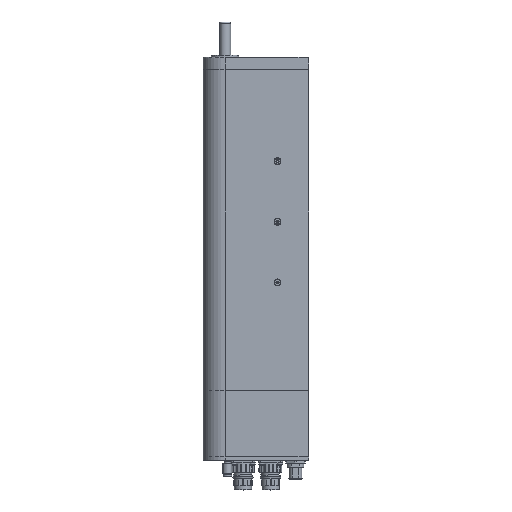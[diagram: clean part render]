
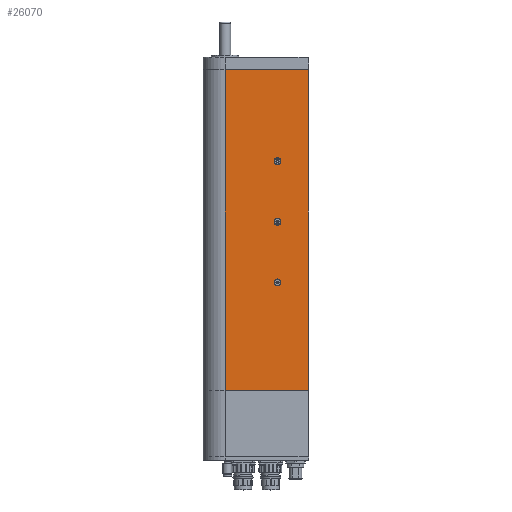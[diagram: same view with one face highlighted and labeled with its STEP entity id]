
A CAD part, left-side view. The second image highlights one B-rep face of the part: STEP entity #26070.
In plain terms, the highlighted face is planar.
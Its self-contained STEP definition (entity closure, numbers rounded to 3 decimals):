
#3100 = DIRECTION ( 'NONE',  ( 0., 0., -1. ) ) ;
#3292 = VERTEX_POINT ( 'NONE', #31149 ) ;
#4707 = EDGE_LOOP ( 'NONE', ( #22139 ) ) ;
#6420 = EDGE_CURVE ( 'NONE', #49967, #49967, #29868, .T. ) ;
#6723 = LINE ( 'NONE', #20389, #17911 ) ;
#7164 = DIRECTION ( 'NONE',  ( 0., 1., 0. ) ) ;
#8979 = DIRECTION ( 'NONE',  ( 0., -1., 0. ) ) ;
#13736 = ORIENTED_EDGE ( 'NONE', *, *, #48101, .T. ) ;
#14260 = PLANE ( 'NONE',  #49681 ) ;
#14850 = CARTESIAN_POINT ( 'NONE',  ( 20., -75.5, 291. ) ) ;
#16458 = LINE ( 'NONE', #22687, #26993 ) ;
#16526 = ORIENTED_EDGE ( 'NONE', *, *, #50374, .F. ) ;
#17728 = VECTOR ( 'NONE', #85798, 1000. ) ;
#17911 = VECTOR ( 'NONE', #7164, 1000. ) ;
#19655 = VECTOR ( 'NONE', #59959, 1000. ) ;
#20389 = CARTESIAN_POINT ( 'NONE',  ( 20., 0., 0. ) ) ;
#22139 = ORIENTED_EDGE ( 'NONE', *, *, #6420, .F. ) ;
#22687 = CARTESIAN_POINT ( 'NONE',  ( 20., 0., 291. ) ) ;
#23531 = DIRECTION ( 'NONE',  ( 0., 1., 0. ) ) ;
#24153 = ORIENTED_EDGE ( 'NONE', *, *, #75100, .F. ) ;
#26070 = ADVANCED_FACE ( 'NONE', ( #73941, #53207, #80966, #54513 ), #14260, .F. ) ;
#26993 = VECTOR ( 'NONE', #23531, 1000. ) ;
#29647 = DIRECTION ( 'NONE',  ( 1., 0., 0. ) ) ;
#29868 = CIRCLE ( 'NONE', #43942, 3.15 ) ;
#30171 = EDGE_CURVE ( 'NONE', #47579, #63426, #33883, .T. ) ;
#30267 = CARTESIAN_POINT ( 'NONE',  ( 20., -47.5, 83. ) ) ;
#31149 = CARTESIAN_POINT ( 'NONE',  ( 20., -47.5, 134.85 ) ) ;
#32597 = CARTESIAN_POINT ( 'NONE',  ( 20., -75.5, 291. ) ) ;
#32641 = CARTESIAN_POINT ( 'NONE',  ( 20., -47.5, 138. ) ) ;
#33883 = LINE ( 'NONE', #32597, #19655 ) ;
#36578 = CIRCLE ( 'NONE', #59158, 3.15 ) ;
#37573 = VERTEX_POINT ( 'NONE', #68475 ) ;
#39160 = CIRCLE ( 'NONE', #85627, 3.15 ) ;
#39712 = DIRECTION ( 'NONE',  ( 0., 0., -1. ) ) ;
#40032 = CARTESIAN_POINT ( 'NONE',  ( 20., 0., 291. ) ) ;
#41135 = EDGE_CURVE ( 'NONE', #3292, #3292, #39160, .T. ) ;
#41360 = EDGE_LOOP ( 'NONE', ( #47039 ) ) ;
#41527 = VERTEX_POINT ( 'NONE', #40032 ) ;
#42864 = CARTESIAN_POINT ( 'NONE',  ( 20., -75.5, 0. ) ) ;
#43942 = AXIS2_PLACEMENT_3D ( 'NONE', #30267, #77948, #78372 ) ;
#47039 = ORIENTED_EDGE ( 'NONE', *, *, #41135, .F. ) ;
#47198 = DIRECTION ( 'NONE',  ( 1., 0., 0. ) ) ;
#47579 = VERTEX_POINT ( 'NONE', #14850 ) ;
#48029 = ORIENTED_EDGE ( 'NONE', *, *, #30171, .T. ) ;
#48101 = EDGE_CURVE ( 'NONE', #63426, #37573, #6723, .T. ) ;
#49531 = CARTESIAN_POINT ( 'NONE',  ( 20., -47.5, 193. ) ) ;
#49681 = AXIS2_PLACEMENT_3D ( 'NONE', #69551, #83160, #8979 ) ;
#49967 = VERTEX_POINT ( 'NONE', #50817 ) ;
#50374 = EDGE_CURVE ( 'NONE', #87156, #87156, #36578, .T. ) ;
#50817 = CARTESIAN_POINT ( 'NONE',  ( 20., -47.5, 79.85 ) ) ;
#53207 = FACE_BOUND ( 'NONE', #4707, .T. ) ;
#53628 = CARTESIAN_POINT ( 'NONE',  ( 20., -47.5, 189.85 ) ) ;
#54513 = FACE_OUTER_BOUND ( 'NONE', #84018, .T. ) ;
#55350 = EDGE_CURVE ( 'NONE', #47579, #41527, #16458, .T. ) ;
#58898 = LINE ( 'NONE', #59340, #17728 ) ;
#59158 = AXIS2_PLACEMENT_3D ( 'NONE', #49531, #29647, #3100 ) ;
#59340 = CARTESIAN_POINT ( 'NONE',  ( 20., 0., 291. ) ) ;
#59959 = DIRECTION ( 'NONE',  ( 0., 0., -1. ) ) ;
#63426 = VERTEX_POINT ( 'NONE', #42864 ) ;
#68475 = CARTESIAN_POINT ( 'NONE',  ( 20., 0., 0. ) ) ;
#69551 = CARTESIAN_POINT ( 'NONE',  ( 20., 0., 291. ) ) ;
#73849 = EDGE_LOOP ( 'NONE', ( #16526 ) ) ;
#73941 = FACE_BOUND ( 'NONE', #73849, .T. ) ;
#75100 = EDGE_CURVE ( 'NONE', #41527, #37573, #58898, .T. ) ;
#76976 = ORIENTED_EDGE ( 'NONE', *, *, #55350, .F. ) ;
#77948 = DIRECTION ( 'NONE',  ( 1., 0., 0. ) ) ;
#78372 = DIRECTION ( 'NONE',  ( 0., 0., -1. ) ) ;
#80966 = FACE_BOUND ( 'NONE', #41360, .T. ) ;
#83160 = DIRECTION ( 'NONE',  ( -1., 0., 0. ) ) ;
#84018 = EDGE_LOOP ( 'NONE', ( #76976, #48029, #13736, #24153 ) ) ;
#85627 = AXIS2_PLACEMENT_3D ( 'NONE', #32641, #47198, #39712 ) ;
#85798 = DIRECTION ( 'NONE',  ( 0., 0., -1. ) ) ;
#87156 = VERTEX_POINT ( 'NONE', #53628 ) ;
